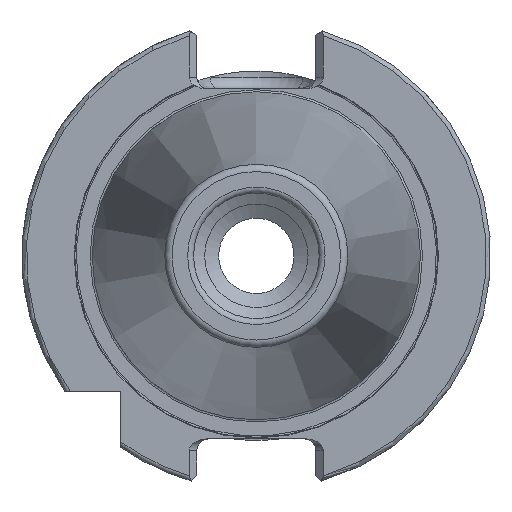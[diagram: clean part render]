
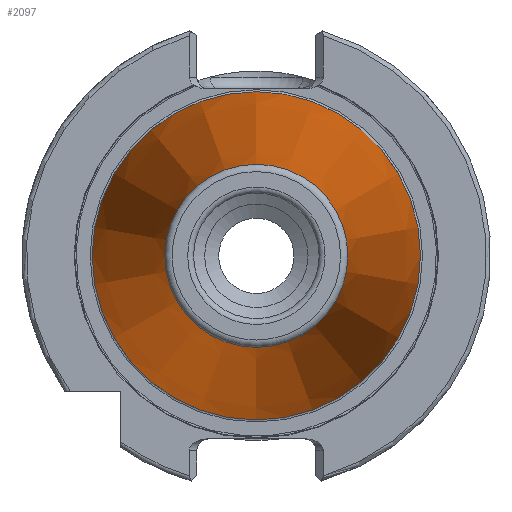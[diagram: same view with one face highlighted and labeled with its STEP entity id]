
A CAD part, left-side view. The second image highlights one B-rep face of the part: STEP entity #2097.
In plain terms, the highlighted conical face has half-angle 8.297 degrees and reference radius 22.225 mm.
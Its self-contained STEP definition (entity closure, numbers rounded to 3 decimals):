
#2 = DIRECTION ( 'NONE',  ( 0., 0., -1. ) ) ;
#101 = CIRCLE ( 'NONE', #1332, 22.225 ) ;
#139 = VERTEX_POINT ( 'NONE', #205 ) ;
#171 = CARTESIAN_POINT ( 'NONE',  ( -67.394, 0., 12.397 ) ) ;
#205 = CARTESIAN_POINT ( 'NONE',  ( 0., 0., 22.225 ) ) ;
#336 = EDGE_LOOP ( 'NONE', ( #746 ) ) ;
#746 = ORIENTED_EDGE ( 'NONE', *, *, #1278, .T. ) ;
#810 = CONICAL_SURFACE ( 'NONE', #3330, 22.225, 0.145 ) ;
#821 = DIRECTION ( 'NONE',  ( 0., 0., 1. ) ) ;
#1199 = DIRECTION ( 'NONE',  ( 1., 0., 0. ) ) ;
#1278 = EDGE_CURVE ( 'NONE', #139, #139, #101, .T. ) ;
#1306 = CIRCLE ( 'NONE', #2215, 12.397 ) ;
#1332 = AXIS2_PLACEMENT_3D ( 'NONE', #2861, #3725, #4557 ) ;
#1473 = EDGE_CURVE ( 'NONE', #2163, #2163, #1306, .T. ) ;
#2008 = FACE_OUTER_BOUND ( 'NONE', #336, .T. ) ;
#2097 = ADVANCED_FACE ( 'NONE', ( #4370, #2008 ), #810, .T. ) ;
#2163 = VERTEX_POINT ( 'NONE', #171 ) ;
#2215 = AXIS2_PLACEMENT_3D ( 'NONE', #4408, #4797, #821 ) ;
#2397 = CARTESIAN_POINT ( 'NONE',  ( 0., 0., 0. ) ) ;
#2861 = CARTESIAN_POINT ( 'NONE',  ( 0., 0., 0. ) ) ;
#3330 = AXIS2_PLACEMENT_3D ( 'NONE', #2397, #1199, #2 ) ;
#3725 = DIRECTION ( 'NONE',  ( -1., 0., 0. ) ) ;
#3853 = EDGE_LOOP ( 'NONE', ( #4956 ) ) ;
#4370 = FACE_BOUND ( 'NONE', #3853, .T. ) ;
#4408 = CARTESIAN_POINT ( 'NONE',  ( -67.394, 0., 0. ) ) ;
#4557 = DIRECTION ( 'NONE',  ( 0., 0., 1. ) ) ;
#4797 = DIRECTION ( 'NONE',  ( -1., 0., 0. ) ) ;
#4956 = ORIENTED_EDGE ( 'NONE', *, *, #1473, .F. ) ;
